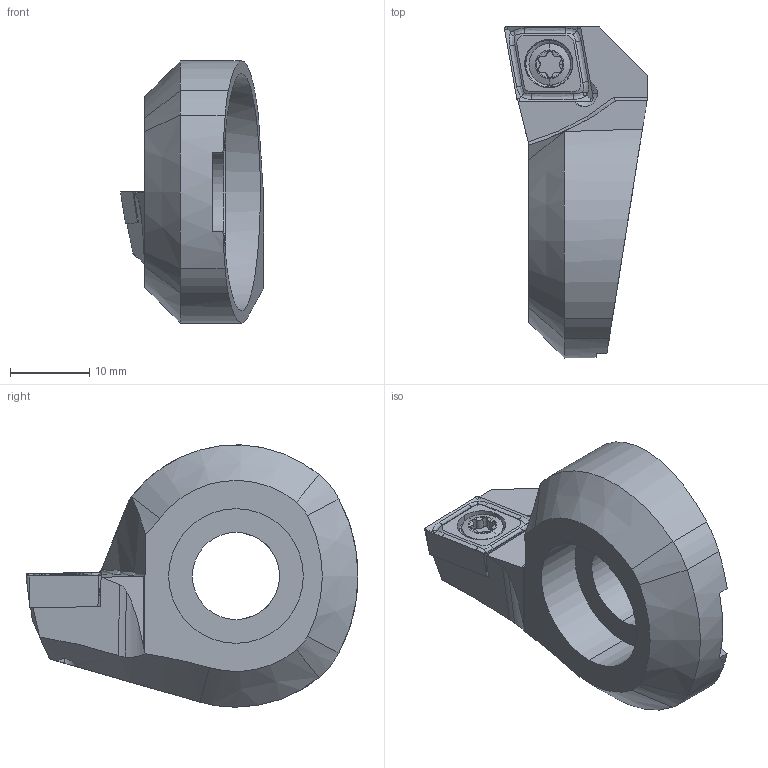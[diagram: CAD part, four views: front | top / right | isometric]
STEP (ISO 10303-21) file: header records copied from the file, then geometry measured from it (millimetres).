
FILE_DESCRIPTION (( 'STEP AP203' ), '1' );
FILE_NAME ('254.550.009.STEP', '2021-02-17T06:25:51', ( '' ), ( '' ), 'SwSTEP 2.0', 'SolidWorks 2017', '' );
FILE_SCHEMA (( 'CONFIG_CONTROL_DESIGN' ));
Length unit declared in the file: millimetre
Products named in the file (4): CCMT09T304; WCB-ER2.001.009_A; F55-WCB.001.013_D_fertigbearbeitet; 254.550.009
Assembly tree (3 placements, depth 2):
  254.550.009
    F55-WCB.001.013_D_fertigbearbeitet
    CCMT09T304
    WCB-ER2.001.009_A
Bounding box: 18.05 x 41.9 x 33.1 mm (x, y, z)
Volume: 7697.1 mm3; surface area: 4246.4 mm2
Topology: 3 solids, 3 shells, 146 faces, 382 edges, 232 vertices
Faces by surface type: cylinder 45, plane 41, cone 34, torus 12, bspline 12, sphere 2
Entity records: 5135 total; most frequent: CARTESIAN_POINT 1377, ORIENTED_EDGE 744, DIRECTION 665, EDGE_CURVE 372, AXIS2_PLACEMENT_3D 256, VERTEX_POINT 232, VECTOR 153, LINE 153
